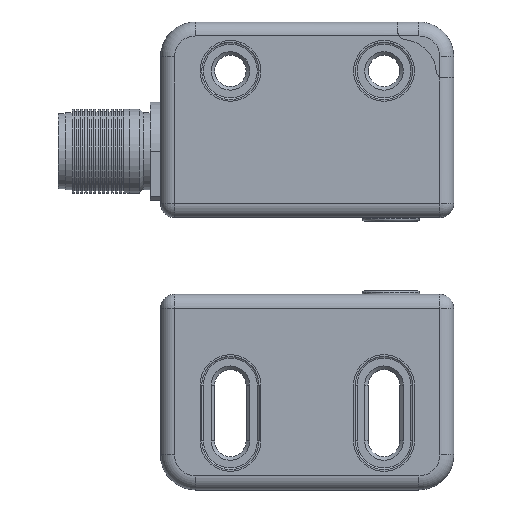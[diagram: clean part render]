
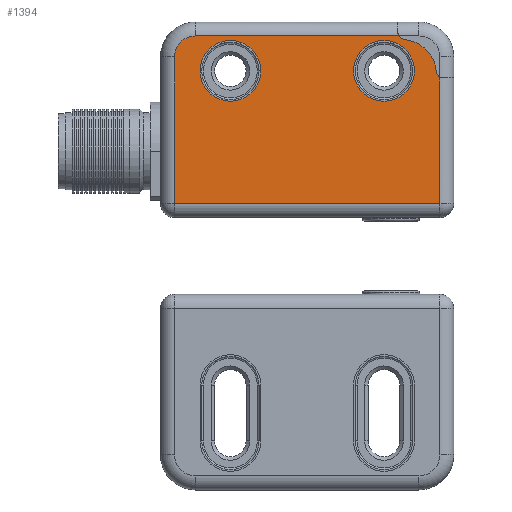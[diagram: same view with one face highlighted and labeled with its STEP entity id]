
A CAD part, top view. The second image highlights one B-rep face of the part: STEP entity #1394.
In plain terms, the highlighted planar face has unit normal (0, 0, 1).
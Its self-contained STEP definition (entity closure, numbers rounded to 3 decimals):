
#621=LINE('',#9247,#962);
#622=LINE('',#9249,#963);
#623=LINE('',#9251,#964);
#624=LINE('',#9259,#965);
#962=VECTOR('',#7555,1.);
#963=VECTOR('',#7556,1.);
#964=VECTOR('',#7557,1.);
#965=VECTOR('',#7564,1.);
#1073=FACE_BOUND('',#2184,.T.);
#1074=FACE_BOUND('',#2185,.T.);
#1075=FACE_BOUND('',#2186,.T.);
#1394=ADVANCED_FACE('',(#1073,#1074,#1075),#1567,.F.);
#1567=PLANE('',#5934);
#2184=EDGE_LOOP('',(#3456,#3457,#3458,#3459,#3460,#3461,#3462,#3463));
#2185=EDGE_LOOP('',(#3464));
#2186=EDGE_LOOP('',(#3465));
#3456=ORIENTED_EDGE('',*,*,#4706,.F.);
#3457=ORIENTED_EDGE('',*,*,#4812,.T.);
#3458=ORIENTED_EDGE('',*,*,#4813,.T.);
#3459=ORIENTED_EDGE('',*,*,#4814,.T.);
#3460=ORIENTED_EDGE('',*,*,#4815,.T.);
#3461=ORIENTED_EDGE('',*,*,#4816,.T.);
#3462=ORIENTED_EDGE('',*,*,#4817,.T.);
#3463=ORIENTED_EDGE('',*,*,#4818,.T.);
#3464=ORIENTED_EDGE('',*,*,#4806,.F.);
#3465=ORIENTED_EDGE('',*,*,#4804,.F.);
#4050=VERTEX_POINT('',#9030);
#4051=VERTEX_POINT('',#9031);
#4111=VERTEX_POINT('',#9231);
#4112=VERTEX_POINT('',#9235);
#4116=VERTEX_POINT('',#9248);
#4117=VERTEX_POINT('',#9250);
#4118=VERTEX_POINT('',#9252);
#4119=VERTEX_POINT('',#9254);
#4120=VERTEX_POINT('',#9256);
#4121=VERTEX_POINT('',#9258);
#4706=EDGE_CURVE('',#4050,#4051,#5183,.T.);
#4804=EDGE_CURVE('',#4111,#4111,#5260,.T.);
#4806=EDGE_CURVE('',#4112,#4112,#5261,.T.);
#4812=EDGE_CURVE('',#4050,#4116,#621,.T.);
#4813=EDGE_CURVE('',#4116,#4117,#622,.T.);
#4814=EDGE_CURVE('',#4117,#4118,#623,.T.);
#4815=EDGE_CURVE('',#4118,#4119,#5265,.T.);
#4816=EDGE_CURVE('',#4119,#4120,#5266,.T.);
#4817=EDGE_CURVE('',#4120,#4121,#5267,.T.);
#4818=EDGE_CURVE('',#4121,#4051,#624,.T.);
#5183=CIRCLE('',#5803,3.);
#5260=CIRCLE('',#5923,4.35);
#5261=CIRCLE('',#5925,4.35);
#5265=CIRCLE('',#5931,1.);
#5266=CIRCLE('',#5932,5.);
#5267=CIRCLE('',#5933,1.);
#5803=AXIS2_PLACEMENT_3D('',#9029,#7275,#7276);
#5923=AXIS2_PLACEMENT_3D('',#9232,#7536,#7537);
#5925=AXIS2_PLACEMENT_3D('',#9236,#7541,#7542);
#5931=AXIS2_PLACEMENT_3D('',#9253,#7558,#7559);
#5932=AXIS2_PLACEMENT_3D('',#9255,#7560,#7561);
#5933=AXIS2_PLACEMENT_3D('',#9257,#7562,#7563);
#5934=AXIS2_PLACEMENT_3D('',#9260,#7565,#7566);
#7275=DIRECTION('',(0.,0.,-1.));
#7276=DIRECTION('',(1.,0.,0.));
#7536=DIRECTION('',(0.,0.,1.));
#7537=DIRECTION('',(-1.,0.,0.));
#7541=DIRECTION('',(0.,0.,1.));
#7542=DIRECTION('',(-1.,0.,0.));
#7555=DIRECTION('',(0.,-1.,0.));
#7556=DIRECTION('',(1.,0.,0.));
#7557=DIRECTION('',(0.,1.,0.));
#7558=DIRECTION('',(0.,0.,-1.));
#7559=DIRECTION('',(1.,0.,0.));
#7560=DIRECTION('',(0.,0.,1.));
#7561=DIRECTION('',(1.,0.,0.));
#7562=DIRECTION('',(0.,0.,-1.));
#7563=DIRECTION('',(1.,0.,0.));
#7564=DIRECTION('',(-1.,0.,0.));
#7565=DIRECTION('',(0.,0.,-1.));
#7566=DIRECTION('',(-1.,0.,0.));
#9029=CARTESIAN_POINT('',(19.9,13.5,9.));
#9030=CARTESIAN_POINT('',(16.9,13.5,9.));
#9031=CARTESIAN_POINT('',(19.9,16.5,9.));
#9231=CARTESIAN_POINT('',(29.25,11.5,9.));
#9232=CARTESIAN_POINT('',(24.9,11.5,9.));
#9235=CARTESIAN_POINT('',(51.25,11.5,9.));
#9236=CARTESIAN_POINT('',(46.9,11.5,9.));
#9247=CARTESIAN_POINT('',(16.9,-11.5,9.));
#9248=CARTESIAN_POINT('',(16.9,-7.5,9.));
#9249=CARTESIAN_POINT('',(56.9,-7.5,9.));
#9250=CARTESIAN_POINT('',(54.9,-7.5,9.));
#9251=CARTESIAN_POINT('',(54.9,-11.5,9.));
#9252=CARTESIAN_POINT('',(54.9,10.622,9.));
#9253=CARTESIAN_POINT('',(55.379,11.5,9.));
#9254=CARTESIAN_POINT('',(54.383,11.417,9.));
#9255=CARTESIAN_POINT('',(49.4,11.,9.));
#9256=CARTESIAN_POINT('',(49.817,15.983,9.));
#9257=CARTESIAN_POINT('',(49.9,16.979,9.));
#9258=CARTESIAN_POINT('',(49.022,16.5,9.));
#9259=CARTESIAN_POINT('',(56.9,16.5,9.));
#9260=CARTESIAN_POINT('',(56.9,-11.5,9.));
